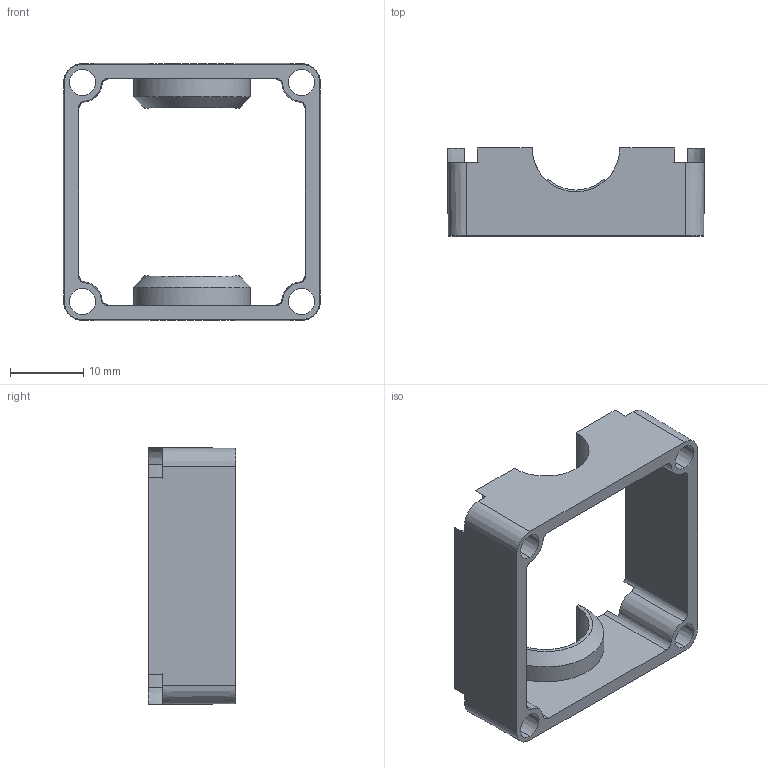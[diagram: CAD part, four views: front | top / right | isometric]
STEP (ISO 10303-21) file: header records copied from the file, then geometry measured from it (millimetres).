
FILE_DESCRIPTION (( 'STEP AP203' ), '1' );
FILE_NAME ('1322-B2P-B.STEP', '2013-11-19T09:27:01', ( 'The M瞁潎in' ), ( '' ), 'SwSTEP 2.0', 'SolidWorks 2013', '' );
FILE_SCHEMA (( 'CONFIG_CONTROL_DESIGN' ));
Length unit declared in the file: millimetre
Products named in the file (1): 1322-B2P-B
Bounding box: 35.21 x 12 x 35.21 mm (x, y, z)
Volume: 2998.7 mm3; surface area: 4089.1 mm2
Topology: 1 solids, 1 shells, 75 faces, 212 edges, 140 vertices
Faces by surface type: plane 25, cone 24, bspline 22, cylinder 4
Entity records: 3395 total; most frequent: CARTESIAN_POINT 1552, ORIENTED_EDGE 424, DIRECTION 294, EDGE_CURVE 212, VERTEX_POINT 140, AXIS2_PLACEMENT_3D 114, EDGE_LOOP 86, B_SPLINE_CURVE_WITH_KNOTS 80
